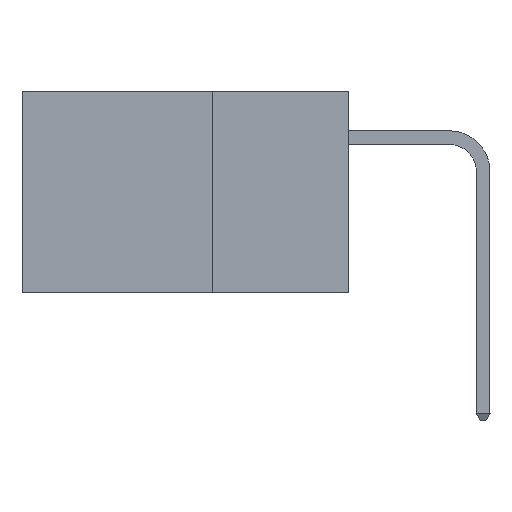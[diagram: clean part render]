
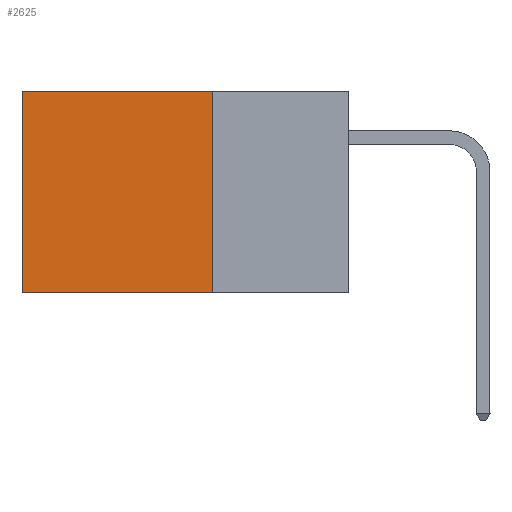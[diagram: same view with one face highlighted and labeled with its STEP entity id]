
A CAD part, left-side view. The second image highlights one B-rep face of the part: STEP entity #2625.
In plain terms, the highlighted planar face has unit normal (-1, 0, 0).
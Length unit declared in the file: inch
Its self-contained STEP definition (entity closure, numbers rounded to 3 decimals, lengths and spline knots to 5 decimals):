
#265 = PLANE ( 'NONE',  #10872 ) ;
#2625 = ADVANCED_FACE ( 'NONE', ( #13691 ), #265, .F. ) ;
#9145 = CARTESIAN_POINT ( 'NONE',  ( 0.2875, 0.25, 0. ) ) ;
#10872 = AXIS2_PLACEMENT_3D ( 'NONE', #25472, #30725, #16586 ) ;
#12170 = EDGE_CURVE ( 'NONE', #19329, #27998, #33789, .T. ) ;
#12180 = CARTESIAN_POINT ( 'NONE',  ( 0.2875, 0.25, -0.37 ) ) ;
#13229 = EDGE_CURVE ( 'NONE', #29702, #27998, #14243, .T. ) ;
#13691 = FACE_OUTER_BOUND ( 'NONE', #25838, .T. ) ;
#14243 = LINE ( 'NONE', #33269, #28261 ) ;
#14756 = DIRECTION ( 'NONE',  ( 0., 1., 0. ) ) ;
#16586 = DIRECTION ( 'NONE',  ( 0., 0., -1. ) ) ;
#16962 = ORIENTED_EDGE ( 'NONE', *, *, #17191, .F. ) ;
#17191 = EDGE_CURVE ( 'NONE', #34257, #19329, #33958, .T. ) ;
#17506 = LINE ( 'NONE', #22122, #34482 ) ;
#19329 = VERTEX_POINT ( 'NONE', #12180 ) ;
#20027 = CARTESIAN_POINT ( 'NONE',  ( 0.2875, 0.25, -0.37 ) ) ;
#20199 = DIRECTION ( 'NONE',  ( 0., 0., -1. ) ) ;
#20984 = CARTESIAN_POINT ( 'NONE',  ( 0.2875, 0.25, 0. ) ) ;
#22122 = CARTESIAN_POINT ( 'NONE',  ( 0.2875, 0.25, 0. ) ) ;
#24960 = ORIENTED_EDGE ( 'NONE', *, *, #12170, .F. ) ;
#25122 = DIRECTION ( 'NONE',  ( 0., 0., -1. ) ) ;
#25472 = CARTESIAN_POINT ( 'NONE',  ( 0.2875, 0.25, 0. ) ) ;
#25838 = EDGE_LOOP ( 'NONE', ( #29567, #24960, #16962, #32454 ) ) ;
#26371 = CARTESIAN_POINT ( 'NONE',  ( 0.2875, 0.6, 0. ) ) ;
#26649 = VECTOR ( 'NONE', #20199, 39.37008 ) ;
#27998 = VERTEX_POINT ( 'NONE', #31847 ) ;
#28261 = VECTOR ( 'NONE', #25122, 39.37008 ) ;
#29567 = ORIENTED_EDGE ( 'NONE', *, *, #13229, .T. ) ;
#29702 = VERTEX_POINT ( 'NONE', #26371 ) ;
#30725 = DIRECTION ( 'NONE',  ( 1., 0., 0. ) ) ;
#31288 = DIRECTION ( 'NONE',  ( 0., 1., 0. ) ) ;
#31691 = VECTOR ( 'NONE', #14756, 39.37008 ) ;
#31847 = CARTESIAN_POINT ( 'NONE',  ( 0.2875, 0.6, -0.37 ) ) ;
#32454 = ORIENTED_EDGE ( 'NONE', *, *, #32492, .T. ) ;
#32492 = EDGE_CURVE ( 'NONE', #34257, #29702, #17506, .T. ) ;
#33269 = CARTESIAN_POINT ( 'NONE',  ( 0.2875, 0.6, 0. ) ) ;
#33789 = LINE ( 'NONE', #20027, #31691 ) ;
#33958 = LINE ( 'NONE', #9145, #26649 ) ;
#34257 = VERTEX_POINT ( 'NONE', #20984 ) ;
#34482 = VECTOR ( 'NONE', #31288, 39.37008 ) ;
